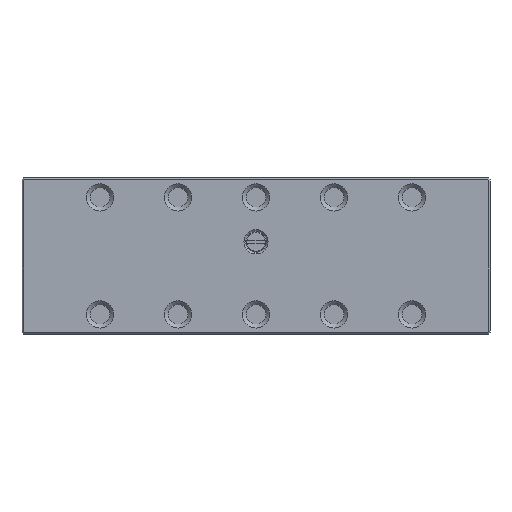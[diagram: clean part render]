
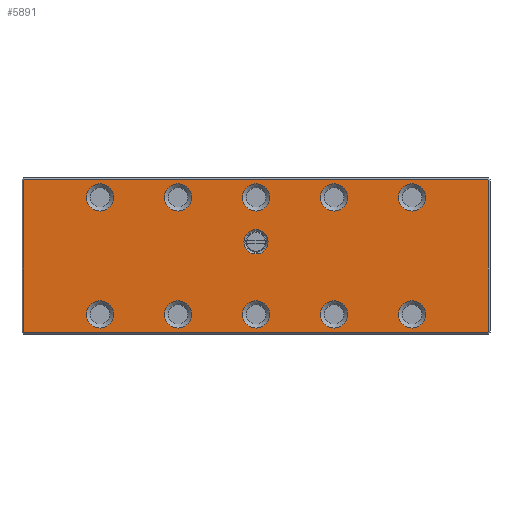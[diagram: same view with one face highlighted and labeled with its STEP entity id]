
A CAD part, top view. The second image highlights one B-rep face of the part: STEP entity #5891.
In plain terms, the highlighted planar face has unit normal (0, 0, 1).
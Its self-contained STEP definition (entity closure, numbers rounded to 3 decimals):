
#5690=CIRCLE('',#33583,1.55);
#5691=CIRCLE('',#33584,1.75);
#5692=CIRCLE('',#33585,1.75);
#5693=CIRCLE('',#33586,1.75);
#5694=CIRCLE('',#33587,1.75);
#5695=CIRCLE('',#33588,1.75);
#5696=CIRCLE('',#33589,1.75);
#5697=CIRCLE('',#33590,1.75);
#5698=CIRCLE('',#33591,1.75);
#5699=CIRCLE('',#33592,1.75);
#5700=CIRCLE('',#33593,1.75);
#5891=ADVANCED_FACE('',(#8608,#8609,#8610,#8611,#8612,#8613,#8614,#8615,
#8616,#8617,#8618,#8619),#7396,.F.);
#7396=PLANE('',#33594);
#8608=FACE_BOUND('',#8915,.T.);
#8609=FACE_BOUND('',#8916,.T.);
#8610=FACE_BOUND('',#8917,.T.);
#8611=FACE_BOUND('',#8918,.T.);
#8612=FACE_BOUND('',#8919,.T.);
#8613=FACE_BOUND('',#8920,.T.);
#8614=FACE_BOUND('',#8921,.T.);
#8615=FACE_BOUND('',#8922,.T.);
#8616=FACE_BOUND('',#8923,.T.);
#8617=FACE_BOUND('',#8924,.T.);
#8618=FACE_BOUND('',#8925,.T.);
#8619=FACE_BOUND('',#8926,.T.);
#8915=EDGE_LOOP('',(#18773));
#8916=EDGE_LOOP('',(#18774));
#8917=EDGE_LOOP('',(#18775));
#8918=EDGE_LOOP('',(#18776));
#8919=EDGE_LOOP('',(#18777));
#8920=EDGE_LOOP('',(#18778));
#8921=EDGE_LOOP('',(#18779));
#8922=EDGE_LOOP('',(#18780));
#8923=EDGE_LOOP('',(#18781));
#8924=EDGE_LOOP('',(#18782));
#8925=EDGE_LOOP('',(#18783));
#8926=EDGE_LOOP('',(#18784,#18785,#18786,#18787,#18788,#18789,#18790,#18791));
#11184=LINE('',#43960,#14884);
#11185=LINE('',#43963,#14885);
#11186=LINE('',#43965,#14886);
#11187=LINE('',#43967,#14887);
#11188=LINE('',#43969,#14888);
#11189=LINE('',#43971,#14889);
#11190=LINE('',#43973,#14890);
#11191=LINE('',#43975,#14891);
#14884=VECTOR('',#35959,1.);
#14885=VECTOR('',#35960,1.);
#14886=VECTOR('',#35961,1.);
#14887=VECTOR('',#35962,1.);
#14888=VECTOR('',#35963,1.);
#14889=VECTOR('',#35964,1.);
#14890=VECTOR('',#35965,1.);
#14891=VECTOR('',#35966,1.);
#18773=ORIENTED_EDGE('',*,*,#29880,.T.);
#18774=ORIENTED_EDGE('',*,*,#29881,.T.);
#18775=ORIENTED_EDGE('',*,*,#29882,.T.);
#18776=ORIENTED_EDGE('',*,*,#29883,.T.);
#18777=ORIENTED_EDGE('',*,*,#29884,.T.);
#18778=ORIENTED_EDGE('',*,*,#29885,.T.);
#18779=ORIENTED_EDGE('',*,*,#29886,.T.);
#18780=ORIENTED_EDGE('',*,*,#29887,.T.);
#18781=ORIENTED_EDGE('',*,*,#29888,.T.);
#18782=ORIENTED_EDGE('',*,*,#29889,.T.);
#18783=ORIENTED_EDGE('',*,*,#29890,.T.);
#18784=ORIENTED_EDGE('',*,*,#29891,.T.);
#18785=ORIENTED_EDGE('',*,*,#29892,.T.);
#18786=ORIENTED_EDGE('',*,*,#29893,.T.);
#18787=ORIENTED_EDGE('',*,*,#29894,.T.);
#18788=ORIENTED_EDGE('',*,*,#29895,.T.);
#18789=ORIENTED_EDGE('',*,*,#29896,.T.);
#18790=ORIENTED_EDGE('',*,*,#29897,.T.);
#18791=ORIENTED_EDGE('',*,*,#29898,.T.);
#27069=VERTEX_POINT('',#43939);
#27070=VERTEX_POINT('',#43941);
#27071=VERTEX_POINT('',#43943);
#27072=VERTEX_POINT('',#43945);
#27073=VERTEX_POINT('',#43947);
#27074=VERTEX_POINT('',#43949);
#27075=VERTEX_POINT('',#43951);
#27076=VERTEX_POINT('',#43953);
#27077=VERTEX_POINT('',#43955);
#27078=VERTEX_POINT('',#43957);
#27079=VERTEX_POINT('',#43959);
#27080=VERTEX_POINT('',#43961);
#27081=VERTEX_POINT('',#43962);
#27082=VERTEX_POINT('',#43964);
#27083=VERTEX_POINT('',#43966);
#27084=VERTEX_POINT('',#43968);
#27085=VERTEX_POINT('',#43970);
#27086=VERTEX_POINT('',#43972);
#27087=VERTEX_POINT('',#43974);
#29880=EDGE_CURVE('',#27069,#27069,#5690,.T.);
#29881=EDGE_CURVE('',#27070,#27070,#5691,.T.);
#29882=EDGE_CURVE('',#27071,#27071,#5692,.T.);
#29883=EDGE_CURVE('',#27072,#27072,#5693,.T.);
#29884=EDGE_CURVE('',#27073,#27073,#5694,.T.);
#29885=EDGE_CURVE('',#27074,#27074,#5695,.T.);
#29886=EDGE_CURVE('',#27075,#27075,#5696,.T.);
#29887=EDGE_CURVE('',#27076,#27076,#5697,.T.);
#29888=EDGE_CURVE('',#27077,#27077,#5698,.T.);
#29889=EDGE_CURVE('',#27078,#27078,#5699,.T.);
#29890=EDGE_CURVE('',#27079,#27079,#5700,.T.);
#29891=EDGE_CURVE('',#27080,#27081,#11184,.T.);
#29892=EDGE_CURVE('',#27081,#27082,#11185,.T.);
#29893=EDGE_CURVE('',#27082,#27083,#11186,.T.);
#29894=EDGE_CURVE('',#27083,#27084,#11187,.T.);
#29895=EDGE_CURVE('',#27084,#27085,#11188,.T.);
#29896=EDGE_CURVE('',#27085,#27086,#11189,.T.);
#29897=EDGE_CURVE('',#27086,#27087,#11190,.T.);
#29898=EDGE_CURVE('',#27087,#27080,#11191,.T.);
#33583=AXIS2_PLACEMENT_3D('',#43938,#35937,#35938);
#33584=AXIS2_PLACEMENT_3D('',#43940,#35939,#35940);
#33585=AXIS2_PLACEMENT_3D('',#43942,#35941,#35942);
#33586=AXIS2_PLACEMENT_3D('',#43944,#35943,#35944);
#33587=AXIS2_PLACEMENT_3D('',#43946,#35945,#35946);
#33588=AXIS2_PLACEMENT_3D('',#43948,#35947,#35948);
#33589=AXIS2_PLACEMENT_3D('',#43950,#35949,#35950);
#33590=AXIS2_PLACEMENT_3D('',#43952,#35951,#35952);
#33591=AXIS2_PLACEMENT_3D('',#43954,#35953,#35954);
#33592=AXIS2_PLACEMENT_3D('',#43956,#35955,#35956);
#33593=AXIS2_PLACEMENT_3D('',#43958,#35957,#35958);
#33594=AXIS2_PLACEMENT_3D('',#43976,#35967,#35968);
#35937=DIRECTION('',(0.,0.,-1.));
#35938=DIRECTION('',(0.,1.,0.));
#35939=DIRECTION('',(0.,0.,-1.));
#35940=DIRECTION('',(0.,1.,0.));
#35941=DIRECTION('',(0.,0.,-1.));
#35942=DIRECTION('',(0.,1.,0.));
#35943=DIRECTION('',(0.,0.,-1.));
#35944=DIRECTION('',(0.,1.,0.));
#35945=DIRECTION('',(0.,0.,-1.));
#35946=DIRECTION('',(0.,1.,0.));
#35947=DIRECTION('',(0.,0.,-1.));
#35948=DIRECTION('',(0.,1.,0.));
#35949=DIRECTION('',(0.,0.,-1.));
#35950=DIRECTION('',(0.,1.,0.));
#35951=DIRECTION('',(0.,0.,-1.));
#35952=DIRECTION('',(0.,1.,0.));
#35953=DIRECTION('',(0.,0.,-1.));
#35954=DIRECTION('',(0.,1.,0.));
#35955=DIRECTION('',(0.,0.,-1.));
#35956=DIRECTION('',(0.,1.,0.));
#35957=DIRECTION('',(0.,0.,-1.));
#35958=DIRECTION('',(0.,1.,0.));
#35959=DIRECTION('',(-0.577,-0.816,0.));
#35960=DIRECTION('',(0.,-1.,0.));
#35961=DIRECTION('',(0.577,-0.816,0.));
#35962=DIRECTION('',(1.,0.,0.));
#35963=DIRECTION('',(0.577,0.816,0.));
#35964=DIRECTION('',(0.,1.,0.));
#35965=DIRECTION('',(-0.577,0.816,0.));
#35966=DIRECTION('',(-1.,0.,0.));
#35967=DIRECTION('',(0.,0.,-1.));
#35968=DIRECTION('',(0.,-1.,0.));
#43938=CARTESIAN_POINT('',(0.,1.8,10.));
#43939=CARTESIAN_POINT('',(0.,3.35,10.));
#43940=CARTESIAN_POINT('',(20.,7.5,10.));
#43941=CARTESIAN_POINT('',(20.,9.25,10.));
#43942=CARTESIAN_POINT('',(10.,7.5,10.));
#43943=CARTESIAN_POINT('',(10.,9.25,10.));
#43944=CARTESIAN_POINT('',(0.,7.5,10.));
#43945=CARTESIAN_POINT('',(0.,9.25,10.));
#43946=CARTESIAN_POINT('',(-10.,7.5,10.));
#43947=CARTESIAN_POINT('',(-10.,9.25,10.));
#43948=CARTESIAN_POINT('',(20.,-7.5,10.));
#43949=CARTESIAN_POINT('',(20.,-5.75,10.));
#43950=CARTESIAN_POINT('',(10.,-7.5,10.));
#43951=CARTESIAN_POINT('',(10.,-5.75,10.));
#43952=CARTESIAN_POINT('',(0.,-7.5,10.));
#43953=CARTESIAN_POINT('',(0.,-5.75,10.));
#43954=CARTESIAN_POINT('',(-10.,-7.5,10.));
#43955=CARTESIAN_POINT('',(-10.,-5.75,10.));
#43956=CARTESIAN_POINT('',(-20.,7.5,10.));
#43957=CARTESIAN_POINT('',(-20.,9.25,10.));
#43958=CARTESIAN_POINT('',(-20.,-7.5,10.));
#43959=CARTESIAN_POINT('',(-20.,-5.75,10.));
#43960=CARTESIAN_POINT('',(-29.853,9.584,10.));
#43961=CARTESIAN_POINT('',(-29.7,9.8,10.));
#43962=CARTESIAN_POINT('',(-29.8,9.659,10.));
#43963=CARTESIAN_POINT('',(-29.8,10.,10.));
#43964=CARTESIAN_POINT('',(-29.8,-9.659,10.));
#43965=CARTESIAN_POINT('',(-29.853,-9.584,10.));
#43966=CARTESIAN_POINT('',(-29.7,-9.8,10.));
#43967=CARTESIAN_POINT('',(30.,-9.8,10.));
#43968=CARTESIAN_POINT('',(29.7,-9.8,10.));
#43969=CARTESIAN_POINT('',(29.853,-9.584,10.));
#43970=CARTESIAN_POINT('',(29.8,-9.659,10.));
#43971=CARTESIAN_POINT('',(29.8,9.376,10.));
#43972=CARTESIAN_POINT('',(29.8,9.659,10.));
#43973=CARTESIAN_POINT('',(29.853,9.584,10.));
#43974=CARTESIAN_POINT('',(29.7,9.8,10.));
#43975=CARTESIAN_POINT('',(30.,9.8,10.));
#43976=CARTESIAN_POINT('',(30.,10.,10.));
